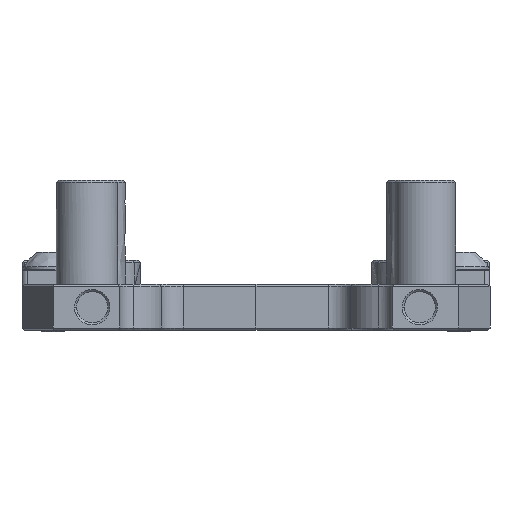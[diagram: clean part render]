
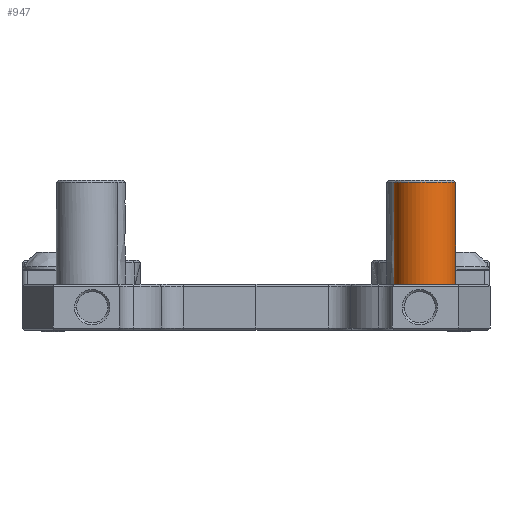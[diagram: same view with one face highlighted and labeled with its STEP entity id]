
A CAD part, front view. The second image highlights one B-rep face of the part: STEP entity #947.
In plain terms, the highlighted free-form (B-spline) face has degree [2, 1] with [5, 2] control points.
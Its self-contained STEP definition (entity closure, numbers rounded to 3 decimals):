
#947=ADVANCED_FACE('',(#1650),#10965,.T.);
#1650=FACE_OUTER_BOUND('',#2395,.T.);
#2395=EDGE_LOOP('',(#5477,#5478,#5479,#5480));
#5477=ORIENTED_EDGE('',*,*,#7413,.T.);
#5478=ORIENTED_EDGE('',*,*,#7414,.T.);
#5479=ORIENTED_EDGE('',*,*,#7415,.T.);
#5480=ORIENTED_EDGE('',*,*,#7416,.F.);
#7413=EDGE_CURVE('',#10250,#10267,#9165,.T.);
#7414=EDGE_CURVE('',#10267,#10268,#9166,.T.);
#7415=EDGE_CURVE('',#10268,#10249,#9167,.T.);
#7416=EDGE_CURVE('',#10250,#10249,#9168,.T.);
#9165=(
BOUNDED_CURVE()
B_SPLINE_CURVE(1,(#20267,#20268),.UNSPECIFIED.,.F.,.F.)
B_SPLINE_CURVE_WITH_KNOTS((2,2),(0.,9.8),.UNSPECIFIED.)
CURVE()
GEOMETRIC_REPRESENTATION_ITEM()
RATIONAL_B_SPLINE_CURVE((1.,1.))
REPRESENTATION_ITEM('')
);
#9166=(
BOUNDED_CURVE()
B_SPLINE_CURVE(2,(#20269,#20270,#20271,#20272,#20273),.UNSPECIFIED.,.F.,
 .F.)
B_SPLINE_CURVE_WITH_KNOTS((3,2,3),(0.,5.9,11.8),
 .UNSPECIFIED.)
CURVE()
GEOMETRIC_REPRESENTATION_ITEM()
RATIONAL_B_SPLINE_CURVE((1.,0.707,1.,0.707,1.))
REPRESENTATION_ITEM('')
);
#9167=(
BOUNDED_CURVE()
B_SPLINE_CURVE(1,(#20274,#20275),.UNSPECIFIED.,.F.,.F.)
B_SPLINE_CURVE_WITH_KNOTS((2,2),(0.,9.8),.UNSPECIFIED.)
CURVE()
GEOMETRIC_REPRESENTATION_ITEM()
RATIONAL_B_SPLINE_CURVE((1.,1.))
REPRESENTATION_ITEM('')
);
#9168=(
BOUNDED_CURVE()
B_SPLINE_CURVE(2,(#20276,#20277,#20278,#20279,#20280),.UNSPECIFIED.,.F.,
 .F.)
B_SPLINE_CURVE_WITH_KNOTS((3,2,3),(-11.8,-5.9,
0.),.UNSPECIFIED.)
CURVE()
GEOMETRIC_REPRESENTATION_ITEM()
RATIONAL_B_SPLINE_CURVE((1.,0.707,1.,0.707,1.))
REPRESENTATION_ITEM('')
);
#10249=VERTEX_POINT('',#16415);
#10250=VERTEX_POINT('',#16416);
#10267=VERTEX_POINT('',#16433);
#10268=VERTEX_POINT('',#16434);
#10965=(
BOUNDED_SURFACE()
B_SPLINE_SURFACE(2,1,((#15125,#15126),(#15127,#15128),(#15129,#15130),(#15131,
#15132),(#15133,#15134)),.UNSPECIFIED.,.F.,.F.,.F.)
B_SPLINE_SURFACE_WITH_KNOTS((3,2,3),(2,2),(0.,4.634,
9.268),(0.,14.4),.UNSPECIFIED.)
GEOMETRIC_REPRESENTATION_ITEM()
RATIONAL_B_SPLINE_SURFACE(((1.,1.),(0.707,0.707),
(1.,1.),(0.707,0.707),(1.,1.)))
REPRESENTATION_ITEM('')
SURFACE()
);
#15125=CARTESIAN_POINT('',(27.019,-28.804,26.375));
#15126=CARTESIAN_POINT('',(27.019,-28.804,40.775));
#15127=CARTESIAN_POINT('',(27.019,-31.754,26.375));
#15128=CARTESIAN_POINT('',(27.019,-31.754,40.775));
#15129=CARTESIAN_POINT('',(29.969,-31.754,26.375));
#15130=CARTESIAN_POINT('',(29.969,-31.754,40.775));
#15131=CARTESIAN_POINT('',(32.919,-31.754,26.375));
#15132=CARTESIAN_POINT('',(32.919,-31.754,40.775));
#15133=CARTESIAN_POINT('',(32.919,-28.804,26.375));
#15134=CARTESIAN_POINT('',(32.919,-28.804,40.775));
#16415=CARTESIAN_POINT('',(27.019,-28.804,30.775));
#16416=CARTESIAN_POINT('',(32.919,-28.804,30.775));
#16433=CARTESIAN_POINT('',(32.919,-28.804,40.575));
#16434=CARTESIAN_POINT('',(27.019,-28.804,40.575));
#20267=CARTESIAN_POINT('',(32.919,-28.804,30.775));
#20268=CARTESIAN_POINT('',(32.919,-28.804,40.575));
#20269=CARTESIAN_POINT('',(32.919,-28.804,40.575));
#20270=CARTESIAN_POINT('',(32.919,-31.754,40.575));
#20271=CARTESIAN_POINT('',(29.969,-31.754,40.575));
#20272=CARTESIAN_POINT('',(27.019,-31.754,40.575));
#20273=CARTESIAN_POINT('',(27.019,-28.804,40.575));
#20274=CARTESIAN_POINT('',(27.019,-28.804,40.575));
#20275=CARTESIAN_POINT('',(27.019,-28.804,30.775));
#20276=CARTESIAN_POINT('',(32.919,-28.804,30.775));
#20277=CARTESIAN_POINT('',(32.919,-31.754,30.775));
#20278=CARTESIAN_POINT('',(29.969,-31.754,30.775));
#20279=CARTESIAN_POINT('',(27.019,-31.754,30.775));
#20280=CARTESIAN_POINT('',(27.019,-28.804,30.775));
